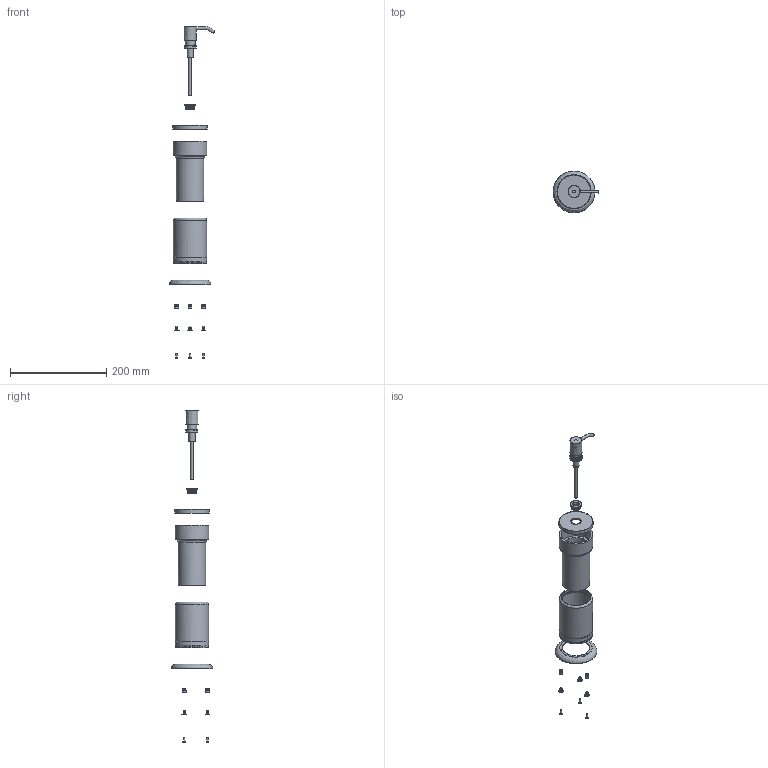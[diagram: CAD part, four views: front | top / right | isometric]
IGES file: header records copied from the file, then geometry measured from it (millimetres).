
Global section: file name: 3001_T.USTU_SIVI_SABUNLUK.igs; native system: NX V11.0; preprocessor: SIEMENS PLM Software NX 11.0; date: 20220127.154617; units: millimetre
Bounding box: 95.12 x 87 x 690.51 mm (x, y, z)
Surface area: 132616.7 mm2 (no closed solid volume)
Topology: 0 solids, 0 shells, 332 faces, 2783 edges, 2649 vertices
Faces by surface type: bspline 332
